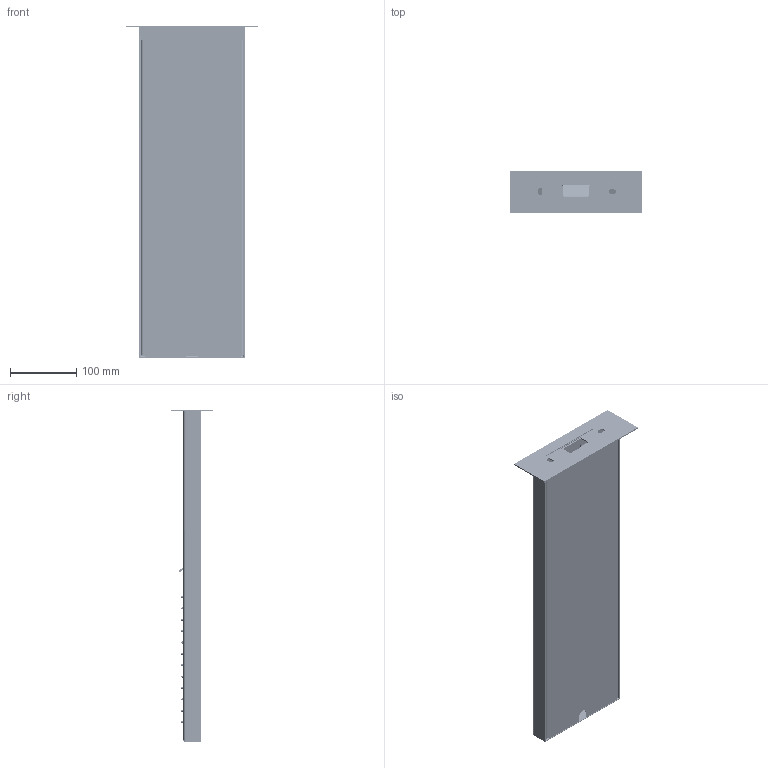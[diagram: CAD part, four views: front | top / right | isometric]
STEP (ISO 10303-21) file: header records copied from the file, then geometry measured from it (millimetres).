
FILE_DESCRIPTION((''),'2;1');
FILE_NAME('ZFOS099CR','2021-04-12T12:43:01',('ut3'),('PAFFONI SpA'),'CREO PARAMETRIC BY PTC INC, 2020044','CREO PARAMETRIC BY PTC INC, 2020044','');
FILE_SCHEMA(('CONFIG_CONTROL_DESIGN','SHAPE_APPEARANCE_LAYERS_GROUPS'));
Products named in the file (1): ZFOS099CR
Bounding box: 200 x 65 x 502 mm (x, y, z)
Volume: 400870.2 mm3; surface area: 610665.9 mm2
Topology: 3 solids, 3 shells, 3532 faces, 7630 edges, 4495 vertices
Faces by surface type: torus 1728, cylinder 962, plane 640, cone 198, bspline 4
Entity records: 139722 total; most frequent: CARTESIAN_POINT 55102, DIRECTION 18514, ORIENTED_EDGE 15256, AXIS2_PLACEMENT_3D 8332, EDGE_CURVE 7628, CIRCLE 4804, VERTEX_POINT 4495, EDGE_LOOP 4165
